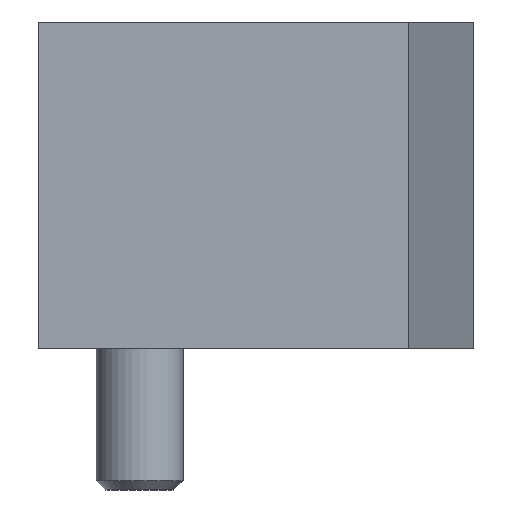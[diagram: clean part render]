
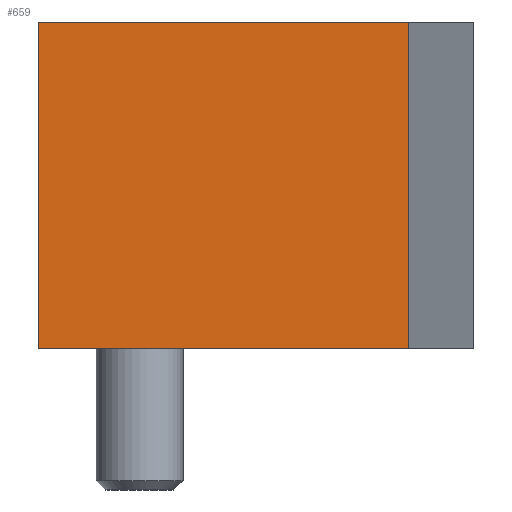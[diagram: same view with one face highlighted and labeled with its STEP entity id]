
A CAD part, left-side view. The second image highlights one B-rep face of the part: STEP entity #659.
In plain terms, the highlighted planar face has unit normal (-1, 0, 0).
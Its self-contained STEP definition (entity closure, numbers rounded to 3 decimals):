
#61=LINE('',#1079,#103);
#63=LINE('',#1083,#105);
#64=LINE('',#1085,#106);
#65=LINE('',#1086,#107);
#103=VECTOR('',#880,15.);
#105=VECTOR('',#884,17.);
#106=VECTOR('',#885,15.);
#107=VECTOR('',#886,17.);
#132=PLANE('',#723);
#208=FACE_OUTER_BOUND('',#268,.T.);
#268=EDGE_LOOP('',(#550,#551,#552,#553));
#348=VERTEX_POINT('',#1076);
#349=VERTEX_POINT('',#1078);
#350=VERTEX_POINT('',#1082);
#351=VERTEX_POINT('',#1084);
#419=EDGE_CURVE('',#349,#348,#61,.T.);
#421=EDGE_CURVE('',#348,#350,#63,.T.);
#422=EDGE_CURVE('',#351,#350,#64,.T.);
#423=EDGE_CURVE('',#349,#351,#65,.T.);
#550=ORIENTED_EDGE('',*,*,#421,.T.);
#551=ORIENTED_EDGE('',*,*,#422,.F.);
#552=ORIENTED_EDGE('',*,*,#423,.F.);
#553=ORIENTED_EDGE('',*,*,#419,.T.);
#659=ADVANCED_FACE('',(#208),#132,.T.);
#723=AXIS2_PLACEMENT_3D('',#1081,#882,#883);
#880=DIRECTION('',(0.,0.,1.));
#882=DIRECTION('center_axis',(-1.,0.,0.));
#883=DIRECTION('ref_axis',(0.,0.,1.));
#884=DIRECTION('',(0.,1.,0.));
#885=DIRECTION('',(0.,0.,1.));
#886=DIRECTION('',(0.,1.,0.));
#1076=CARTESIAN_POINT('',(-168.016,2.,15.));
#1078=CARTESIAN_POINT('',(-168.016,2.,0.));
#1079=CARTESIAN_POINT('',(-168.016,2.,0.));
#1081=CARTESIAN_POINT('Origin',(-168.016,2.,0.));
#1082=CARTESIAN_POINT('',(-168.016,19.,15.));
#1083=CARTESIAN_POINT('',(-168.016,2.,15.));
#1084=CARTESIAN_POINT('',(-168.016,19.,0.));
#1085=CARTESIAN_POINT('',(-168.016,19.,0.));
#1086=CARTESIAN_POINT('',(-168.016,2.,0.));
